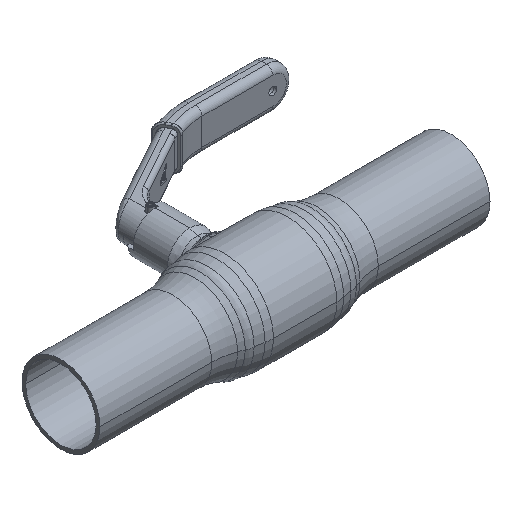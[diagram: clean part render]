
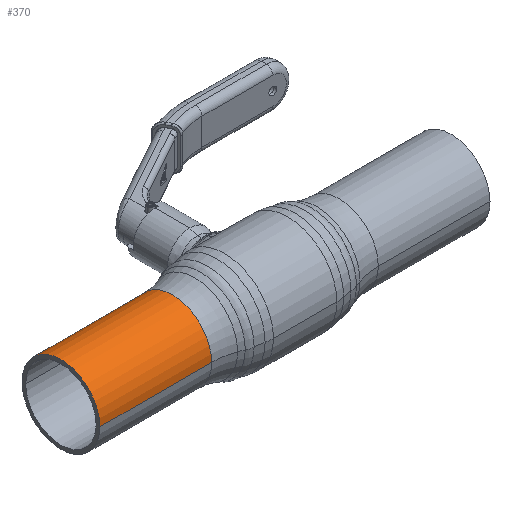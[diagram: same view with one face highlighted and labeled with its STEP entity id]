
A CAD part, isometric view. The second image highlights one B-rep face of the part: STEP entity #370.
In plain terms, the highlighted cylindrical face has radius 30.15 mm (diameter 60.3 mm), a partial arc.
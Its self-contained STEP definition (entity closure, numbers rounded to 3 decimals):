
#108=DIRECTION('',(-1.,0.,0.));
#109=VECTOR('',#108,86.553);
#110=CARTESIAN_POINT('',(109.,30.15,0.));
#111=LINE('',#110,#109);
#117=DIRECTION('',(-1.,0.,0.));
#118=VECTOR('',#117,86.553);
#119=CARTESIAN_POINT('',(109.,-30.15,0.));
#120=LINE('',#119,#118);
#121=CARTESIAN_POINT('',(22.447,0.,0.));
#122=DIRECTION('',(1.,0.,0.));
#123=DIRECTION('',(0.,-1.,0.));
#124=AXIS2_PLACEMENT_3D('',#121,#122,#123);
#126=CARTESIAN_POINT('',(109.,0.,0.));
#127=DIRECTION('',(-1.,0.,0.));
#128=DIRECTION('',(0.,1.,0.));
#129=AXIS2_PLACEMENT_3D('',#126,#127,#128);
#153=CARTESIAN_POINT('',(109.,30.15,0.));
#154=CARTESIAN_POINT('',(109.,-30.15,0.));
#155=VERTEX_POINT('',#153);
#156=VERTEX_POINT('',#154);
#161=CARTESIAN_POINT('',(22.447,-30.15,0.));
#162=CARTESIAN_POINT('',(22.447,30.15,0.));
#163=VERTEX_POINT('',#161);
#164=VERTEX_POINT('',#162);
#358=CARTESIAN_POINT('',(114.45,0.,0.));
#359=DIRECTION('',(-1.,0.,0.));
#360=DIRECTION('',(0.,1.,0.));
#361=AXIS2_PLACEMENT_3D('',#358,#359,#360);
#362=CYLINDRICAL_SURFACE('',#361,30.15);
#363=ORIENTED_EDGE('',*,*,#310,.F.);
#364=ORIENTED_EDGE('',*,*,#353,.F.);
#366=ORIENTED_EDGE('',*,*,#365,.F.);
#367=ORIENTED_EDGE('',*,*,#349,.T.);
#368=EDGE_LOOP('',(#363,#364,#366,#367));
#369=FACE_OUTER_BOUND('',#368,.F.);
#125=CIRCLE('',#124,30.15);
#130=CIRCLE('',#129,30.15);
#310=EDGE_CURVE('',#163,#164,#125,.T.);
#349=EDGE_CURVE('',#155,#164,#111,.T.);
#353=EDGE_CURVE('',#156,#163,#120,.T.);
#365=EDGE_CURVE('',#155,#156,#130,.T.);
#370=ADVANCED_FACE('',(#369),#362,.T.);
